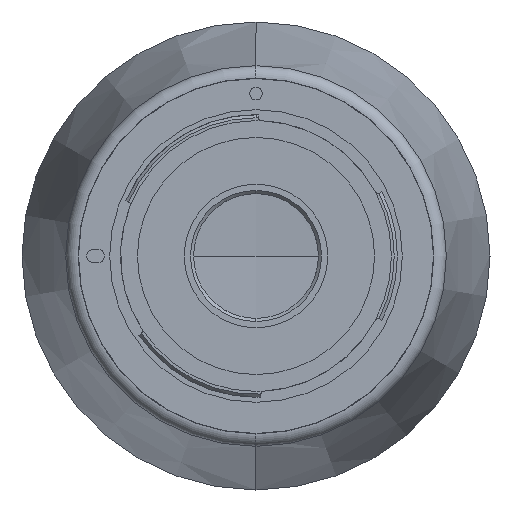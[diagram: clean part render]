
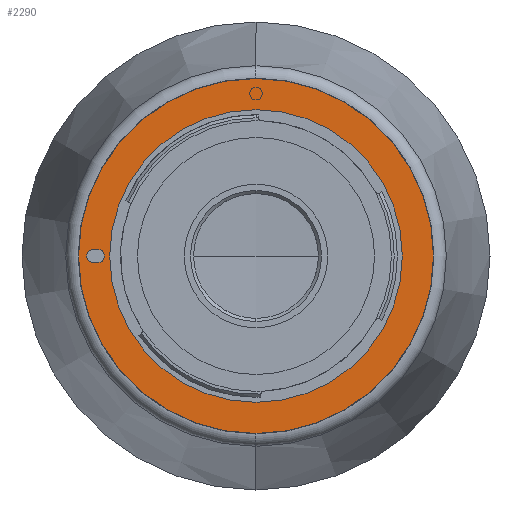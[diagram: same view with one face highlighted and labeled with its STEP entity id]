
A CAD part, left-side view. The second image highlights one B-rep face of the part: STEP entity #2290.
In plain terms, the highlighted planar face has unit normal (-1, 0, 0).
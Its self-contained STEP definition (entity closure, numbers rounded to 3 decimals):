
#46 = AXIS2_PLACEMENT_3D ( 'NONE', #1648, #5115, #2158 ) ;
#47 = VERTEX_POINT ( 'NONE', #535 ) ;
#119 = DIRECTION ( 'NONE',  ( 0., 0., -1. ) ) ;
#349 = CARTESIAN_POINT ( 'NONE',  ( -58.438, 0., -23.45 ) ) ;
#397 = AXIS2_PLACEMENT_3D ( 'NONE', #6035, #3086, #119 ) ;
#470 = EDGE_CURVE ( 'NONE', #1195, #47, #5489, .T. ) ;
#531 = FACE_BOUND ( 'NONE', #4732, .T. ) ;
#535 = CARTESIAN_POINT ( 'NONE',  ( -58.438, 26.05, 1.05 ) ) ;
#598 = CARTESIAN_POINT ( 'NONE',  ( -58.438, 25.35, -1.05 ) ) ;
#621 = AXIS2_PLACEMENT_3D ( 'NONE', #5491, #2555, #5990 ) ;
#652 = VERTEX_POINT ( 'NONE', #349 ) ;
#843 = EDGE_CURVE ( 'NONE', #47, #4846, #5561, .T. ) ;
#857 = ORIENTED_EDGE ( 'NONE', *, *, #885, .F. ) ;
#885 = EDGE_CURVE ( 'NONE', #652, #1398, #4263, .T. ) ;
#956 = CARTESIAN_POINT ( 'NONE',  ( -58.438, 0., 0. ) ) ;
#1027 = ORIENTED_EDGE ( 'NONE', *, *, #6070, .F. ) ;
#1195 = VERTEX_POINT ( 'NONE', #4735 ) ;
#1285 = AXIS2_PLACEMENT_3D ( 'NONE', #1564, #5028, #2066 ) ;
#1341 = CARTESIAN_POINT ( 'NONE',  ( -58.438, -23.45, 0. ) ) ;
#1398 = VERTEX_POINT ( 'NONE', #5903 ) ;
#1434 = DIRECTION ( 'NONE',  ( 0., 0., -1. ) ) ;
#1564 = CARTESIAN_POINT ( 'NONE',  ( -58.438, 0., 0. ) ) ;
#1648 = CARTESIAN_POINT ( 'NONE',  ( -58.438, 0., 0. ) ) ;
#1808 = VERTEX_POINT ( 'NONE', #2250 ) ;
#1846 = DIRECTION ( 'NONE',  ( 0., 0., 1. ) ) ;
#1850 = CARTESIAN_POINT ( 'NONE',  ( -58.438, 26.05, -1.05 ) ) ;
#1916 = EDGE_LOOP ( 'NONE', ( #3457, #4934, #2501, #3318 ) ) ;
#1985 = DIRECTION ( 'NONE',  ( -1., 0., 0. ) ) ;
#2014 = CIRCLE ( 'NONE', #3172, 23.45 ) ;
#2066 = DIRECTION ( 'NONE',  ( 0., 0., -1. ) ) ;
#2158 = DIRECTION ( 'NONE',  ( 0., 0., -1. ) ) ;
#2250 = CARTESIAN_POINT ( 'NONE',  ( -58.438, 0., -28.45 ) ) ;
#2272 = EDGE_LOOP ( 'NONE', ( #3449, #3417 ) ) ;
#2290 = ADVANCED_FACE ( 'NONE', ( #5796, #531, #3168 ), #3147, .F. ) ;
#2340 = VERTEX_POINT ( 'NONE', #5822 ) ;
#2494 = EDGE_CURVE ( 'NONE', #2597, #1195, #4560, .T. ) ;
#2501 = ORIENTED_EDGE ( 'NONE', *, *, #4563, .F. ) ;
#2555 = DIRECTION ( 'NONE',  ( -1., 0., 0. ) ) ;
#2597 = VERTEX_POINT ( 'NONE', #598 ) ;
#2868 = AXIS2_PLACEMENT_3D ( 'NONE', #1341, #4793, #1846 ) ;
#2871 = EDGE_CURVE ( 'NONE', #2340, #1808, #3929, .T. ) ;
#2925 = EDGE_CURVE ( 'NONE', #1808, #2340, #5235, .T. ) ;
#3064 = CARTESIAN_POINT ( 'NONE',  ( -58.438, 25.35, -1.05 ) ) ;
#3086 = DIRECTION ( 'NONE',  ( -1., 0., 0. ) ) ;
#3147 = PLANE ( 'NONE',  #2868 ) ;
#3168 = FACE_OUTER_BOUND ( 'NONE', #2272, .T. ) ;
#3172 = AXIS2_PLACEMENT_3D ( 'NONE', #956, #4415, #1434 ) ;
#3318 = ORIENTED_EDGE ( 'NONE', *, *, #843, .F. ) ;
#3364 = DIRECTION ( 'NONE',  ( 0., 1., 0. ) ) ;
#3417 = ORIENTED_EDGE ( 'NONE', *, *, #2871, .T. ) ;
#3449 = ORIENTED_EDGE ( 'NONE', *, *, #2925, .T. ) ;
#3457 = ORIENTED_EDGE ( 'NONE', *, *, #470, .F. ) ;
#3559 = DIRECTION ( 'NONE',  ( 0., -1., 0. ) ) ;
#3929 = CIRCLE ( 'NONE', #397, 28.45 ) ;
#4034 = VECTOR ( 'NONE', #3364, 1000. ) ;
#4263 = CIRCLE ( 'NONE', #1285, 23.45 ) ;
#4415 = DIRECTION ( 'NONE',  ( -1., 0., 0. ) ) ;
#4423 = LINE ( 'NONE', #3064, #6276 ) ;
#4560 = CIRCLE ( 'NONE', #5845, 1.05 ) ;
#4563 = EDGE_CURVE ( 'NONE', #4846, #2597, #4423, .T. ) ;
#4732 = EDGE_LOOP ( 'NONE', ( #857, #1027 ) ) ;
#4735 = CARTESIAN_POINT ( 'NONE',  ( -58.438, 25.35, 1.05 ) ) ;
#4793 = DIRECTION ( 'NONE',  ( 1., 0., 0. ) ) ;
#4846 = VERTEX_POINT ( 'NONE', #1850 ) ;
#4934 = ORIENTED_EDGE ( 'NONE', *, *, #2494, .F. ) ;
#4940 = CARTESIAN_POINT ( 'NONE',  ( -58.438, 25.35, 0. ) ) ;
#5028 = DIRECTION ( 'NONE',  ( -1., 0., 0. ) ) ;
#5115 = DIRECTION ( 'NONE',  ( -1., 0., 0. ) ) ;
#5235 = CIRCLE ( 'NONE', #46, 28.45 ) ;
#5306 = CARTESIAN_POINT ( 'NONE',  ( -58.438, 25.35, 1.05 ) ) ;
#5431 = DIRECTION ( 'NONE',  ( 0., 0., -1. ) ) ;
#5489 = LINE ( 'NONE', #5306, #4034 ) ;
#5491 = CARTESIAN_POINT ( 'NONE',  ( -58.438, 26.05, 0. ) ) ;
#5561 = CIRCLE ( 'NONE', #621, 1.05 ) ;
#5796 = FACE_BOUND ( 'NONE', #1916, .T. ) ;
#5822 = CARTESIAN_POINT ( 'NONE',  ( -58.438, 0., 28.45 ) ) ;
#5845 = AXIS2_PLACEMENT_3D ( 'NONE', #4940, #1985, #5431 ) ;
#5903 = CARTESIAN_POINT ( 'NONE',  ( -58.438, 0., 23.45 ) ) ;
#5990 = DIRECTION ( 'NONE',  ( 0., 0., -1. ) ) ;
#6035 = CARTESIAN_POINT ( 'NONE',  ( -58.438, 0., 0. ) ) ;
#6070 = EDGE_CURVE ( 'NONE', #1398, #652, #2014, .T. ) ;
#6276 = VECTOR ( 'NONE', #3559, 1000. ) ;
